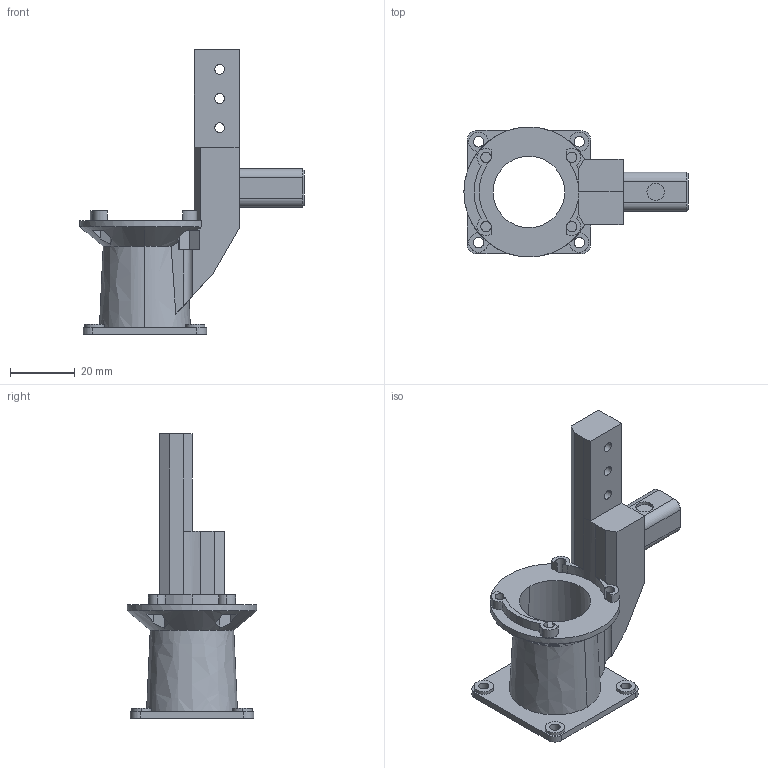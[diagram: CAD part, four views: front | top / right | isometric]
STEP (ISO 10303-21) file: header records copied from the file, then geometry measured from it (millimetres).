
FILE_DESCRIPTION (( 'STEP AP214' ), '1' );
FILE_NAME ('motorStandWithHolderExtend.STEP', '2020-06-29T03:29:48', ( '' ), ( '' ), 'SwSTEP 2.0', 'SolidWorks 2016', '' );
FILE_SCHEMA (( 'AUTOMOTIVE_DESIGN' ));
Length unit declared in the file: millimetre
Products named in the file (1): motorStandWithHolderExtend
Bounding box: 69 x 40 x 87.55 mm (x, y, z)
Volume: 26359.5 mm3; surface area: 14420.2 mm2
Topology: 1 solids, 1 shells, 169 faces, 448 edges, 290 vertices
Faces by surface type: plane 90, cylinder 58, cone 14, bspline 7
Entity records: 7210 total; most frequent: CARTESIAN_POINT 2933, ORIENTED_EDGE 896, DIRECTION 857, EDGE_CURVE 448, AXIS2_PLACEMENT_3D 297, VERTEX_POINT 290, LINE 263, VECTOR 263
